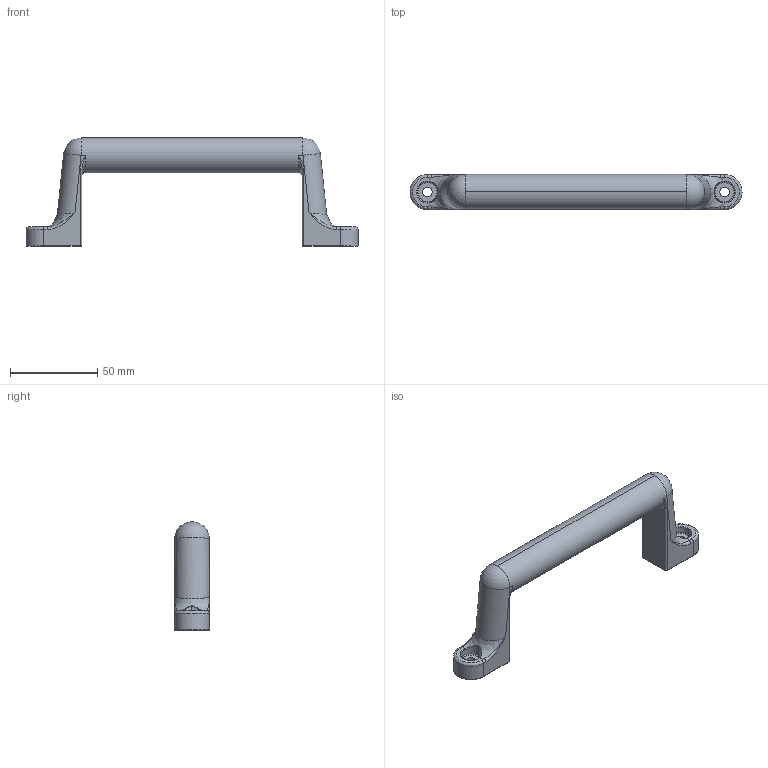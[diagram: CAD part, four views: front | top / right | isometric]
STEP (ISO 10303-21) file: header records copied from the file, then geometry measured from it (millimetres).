
FILE_DESCRIPTION( (''), '2;1');
FILE_NAME ('PC50.12936.THA_473_30325.stp','2021-03-01T12:07:07',(''),(''),'spGate 17.5.1','','');
FILE_SCHEMA (('AUTOMOTIVE_DESIGN'));
Length unit declared in the file: millimetre
Bounding box: 190 x 20 x 62 mm (x, y, z)
Volume: 70624.3 mm3; surface area: 17246.8 mm2
Topology: 1 solids, 1 shells, 80 faces, 190 edges, 104 vertices
Faces by surface type: bspline 32, cylinder 32, plane 14, sphere 2
Entity records: 5277 total; most frequent: CARTESIAN_POINT 2144, ORIENTED_EDGE 360, DIRECTION 316, COLOUR_RGB 261, PRESENTATION_STYLE_ASSIGNMENT 261, STYLED_ITEM 261, EDGE_CURVE 180, DRAUGHTING_PRE_DEFINED_CURVE_FONT 180
